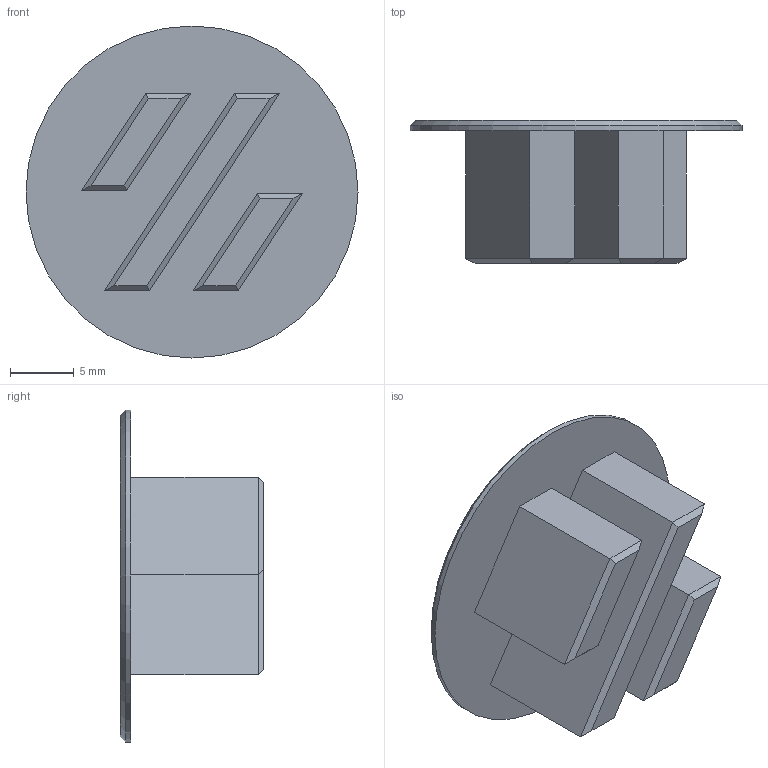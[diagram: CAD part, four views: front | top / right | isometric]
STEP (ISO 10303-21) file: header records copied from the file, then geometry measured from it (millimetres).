
FILE_DESCRIPTION(/* description */ (''),/* implementation_level */ '2;1');
FILE_NAME(/* name */ '[a] voron_insert (2x) (2).step',/* time_stamp */ '2024-07-31T11:42:29-05:00',/* author */ (''),/* organization */ (''),/* preprocessor_version */ 'ST-DEVELOPER v20',/* originating_system */ 'Autodesk Translation Framework v13.14.0.145',/* authorisation */ '');
FILE_SCHEMA (('AUTOMOTIVE_DESIGN { 1 0 10303 214 3 1 1 }'));
Length unit declared in the file: millimetre
Products named in the file (1): [a] voron_insert (2x) (2)
Bounding box: 26 x 11.2 x 26 mm (x, y, z)
Volume: 1541.7 mm3; surface area: 2071.4 mm2
Topology: 1 solids, 1 shells, 31 faces, 65 edges, 39 vertices
Faces by surface type: plane 29, cone 1, cylinder 1
Full cylindrical faces by diameter (mm): 26 x1
Entity records: 838 total; most frequent: CARTESIAN_POINT 136, DIRECTION 132, ORIENTED_EDGE 130, EDGE_CURVE 65, LINE 62, VECTOR 62, VERTEX_POINT 39, AXIS2_PLACEMENT_3D 35
